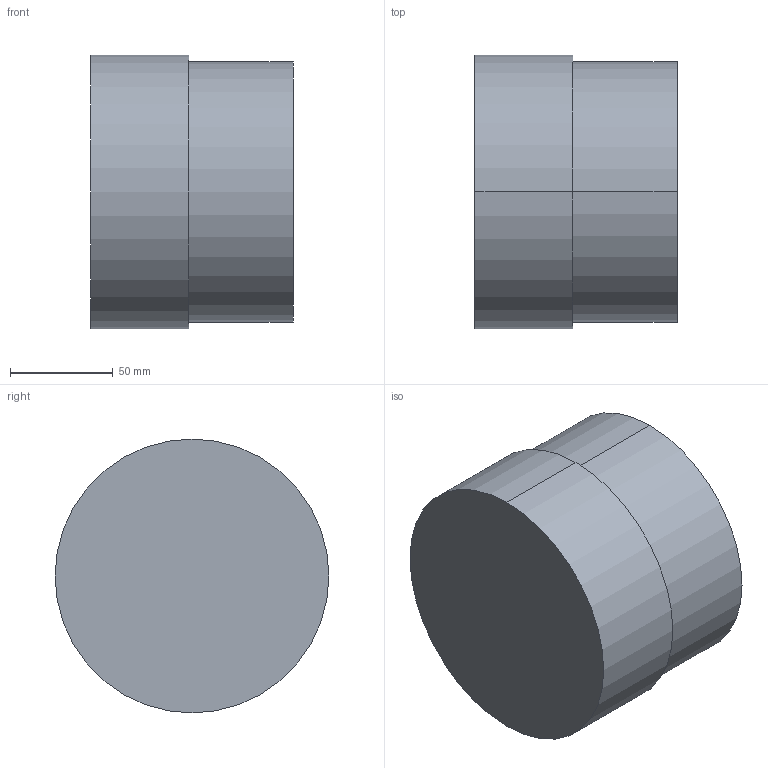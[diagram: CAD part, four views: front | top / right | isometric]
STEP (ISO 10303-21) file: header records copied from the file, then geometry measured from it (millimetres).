
FILE_DESCRIPTION (( 'STEP AP214' ), '1' );
FILE_NAME ('3CA-5.STEP', '2020-10-22T23:36:56', ( '' ), ( '' ), 'SwSTEP 2.0', 'SolidWorks 2019', '' );
FILE_SCHEMA (( 'AUTOMOTIVE_DESIGN' ));
Length unit declared in the file: inch
Products named in the file (1): 3CA-5
Bounding box: 98.42 x 133.35 x 133.35 mm (x, y, z)
Volume: 1308655.2 mm3; surface area: 68152.2 mm2
Topology: 1 solids, 1 shells, 39 faces, 268 edges, 264 vertices
Faces by surface type: plane 35, cylinder 4
Entity records: 4083 total; most frequent: CARTESIAN_POINT 2023, ORIENTED_EDGE 536, EDGE_CURVE 268, VERTEX_POINT 264, DIRECTION 253, VECTOR 157, LINE 157, B_SPLINE_CURVE_WITH_KNOTS 103
